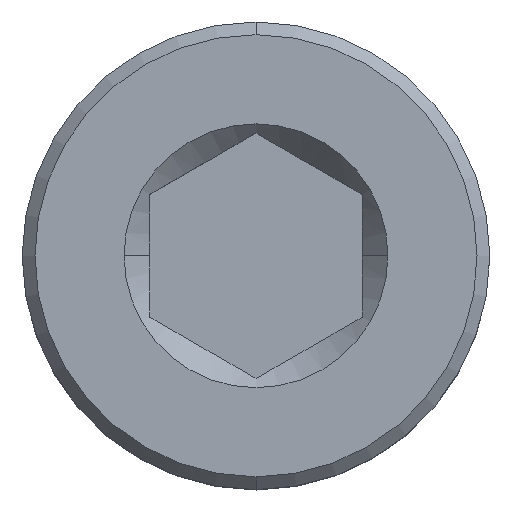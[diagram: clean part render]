
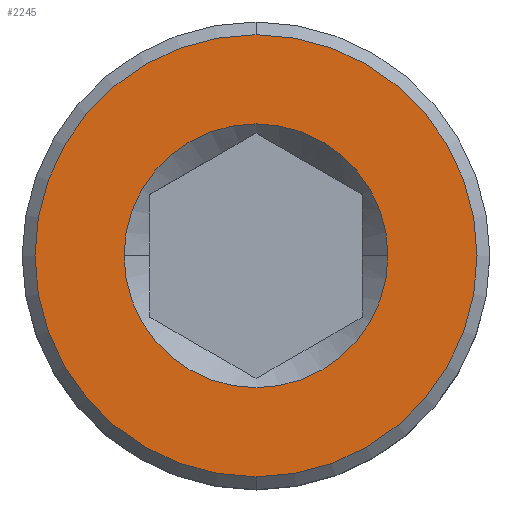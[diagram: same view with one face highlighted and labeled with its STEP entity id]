
A CAD part, top view. The second image highlights one B-rep face of the part: STEP entity #2245.
In plain terms, the highlighted planar face has unit normal (0, 0, 1).
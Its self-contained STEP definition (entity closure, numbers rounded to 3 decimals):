
#390 = AXIS2_PLACEMENT_3D ( 'NONE', #2318, #3455, #2626 ) ;
#515 = AXIS2_PLACEMENT_3D ( 'NONE', #2950, #3209, #571 ) ;
#571 = DIRECTION ( 'NONE',  ( 0., 1., 0. ) ) ;
#579 = EDGE_CURVE ( 'NONE', #2802, #2767, #1518, .T. ) ;
#639 = AXIS2_PLACEMENT_3D ( 'NONE', #2445, #975, #2456 ) ;
#650 = FACE_OUTER_BOUND ( 'NONE', #3584, .T. ) ;
#777 = CARTESIAN_POINT ( 'NONE',  ( 0., 2.6, 5.5 ) ) ;
#822 = VERTEX_POINT ( 'NONE', #777 ) ;
#975 = DIRECTION ( 'NONE',  ( 0., 0., 1. ) ) ;
#1123 = ORIENTED_EDGE ( 'NONE', *, *, #2297, .F. ) ;
#1518 = CIRCLE ( 'NONE', #2515, 1.552 ) ;
#1594 = PLANE ( 'NONE',  #639 ) ;
#1749 = DIRECTION ( 'NONE',  ( 1., 0., 0. ) ) ;
#1941 = ORIENTED_EDGE ( 'NONE', *, *, #579, .F. ) ;
#1943 = ORIENTED_EDGE ( 'NONE', *, *, #3367, .F. ) ;
#1947 = DIRECTION ( 'NONE',  ( 1., 0., 0. ) ) ;
#2015 = DIRECTION ( 'NONE',  ( 0., 0., 1. ) ) ;
#2225 = FACE_BOUND ( 'NONE', #2729, .T. ) ;
#2245 = ADVANCED_FACE ( 'NONE', ( #2225, #650 ), #1594, .T. ) ;
#2297 = EDGE_CURVE ( 'NONE', #3120, #822, #2619, .T. ) ;
#2318 = CARTESIAN_POINT ( 'NONE',  ( 0., 0., 5.5 ) ) ;
#2323 = AXIS2_PLACEMENT_3D ( 'NONE', #2519, #3345, #1947 ) ;
#2437 = CIRCLE ( 'NONE', #2323, 1.552 ) ;
#2445 = CARTESIAN_POINT ( 'NONE',  ( 0., 0., 5.5 ) ) ;
#2456 = DIRECTION ( 'NONE',  ( 0., -1., 0. ) ) ;
#2515 = AXIS2_PLACEMENT_3D ( 'NONE', #3490, #2015, #1749 ) ;
#2519 = CARTESIAN_POINT ( 'NONE',  ( 0., 0., 5.5 ) ) ;
#2569 = CARTESIAN_POINT ( 'NONE',  ( 1.552, 0., 5.5 ) ) ;
#2619 = CIRCLE ( 'NONE', #390, 2.6 ) ;
#2626 = DIRECTION ( 'NONE',  ( 0., 1., 0. ) ) ;
#2729 = EDGE_LOOP ( 'NONE', ( #1941, #1943 ) ) ;
#2767 = VERTEX_POINT ( 'NONE', #3577 ) ;
#2802 = VERTEX_POINT ( 'NONE', #2569 ) ;
#2950 = CARTESIAN_POINT ( 'NONE',  ( 0., 0., 5.5 ) ) ;
#3120 = VERTEX_POINT ( 'NONE', #3768 ) ;
#3209 = DIRECTION ( 'NONE',  ( 0., 0., -1. ) ) ;
#3282 = EDGE_CURVE ( 'NONE', #822, #3120, #3794, .T. ) ;
#3345 = DIRECTION ( 'NONE',  ( 0., 0., 1. ) ) ;
#3367 = EDGE_CURVE ( 'NONE', #2767, #2802, #2437, .T. ) ;
#3455 = DIRECTION ( 'NONE',  ( 0., 0., -1. ) ) ;
#3490 = CARTESIAN_POINT ( 'NONE',  ( 0., 0., 5.5 ) ) ;
#3577 = CARTESIAN_POINT ( 'NONE',  ( -1.552, 0., 5.5 ) ) ;
#3584 = EDGE_LOOP ( 'NONE', ( #3700, #1123 ) ) ;
#3700 = ORIENTED_EDGE ( 'NONE', *, *, #3282, .F. ) ;
#3768 = CARTESIAN_POINT ( 'NONE',  ( 0., -2.6, 5.5 ) ) ;
#3794 = CIRCLE ( 'NONE', #515, 2.6 ) ;
